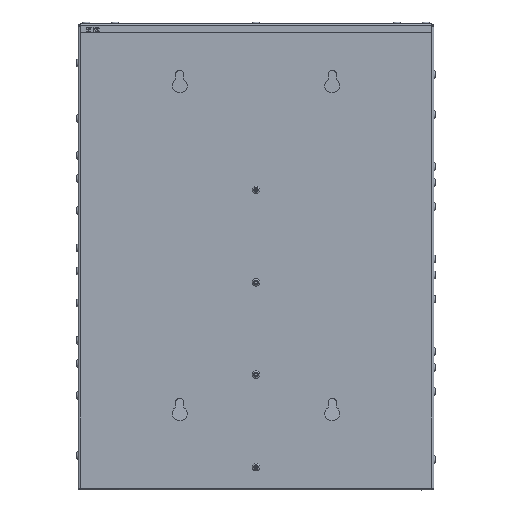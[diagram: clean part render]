
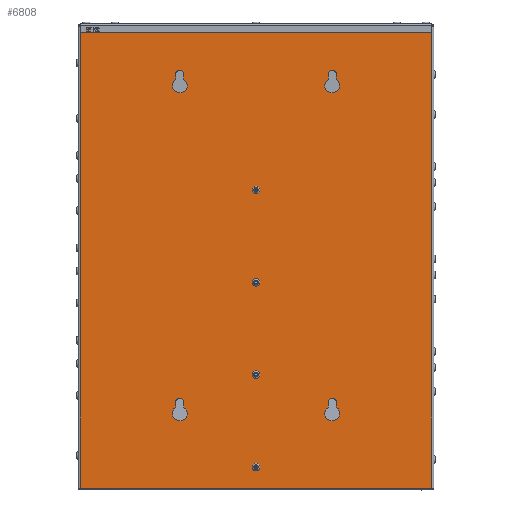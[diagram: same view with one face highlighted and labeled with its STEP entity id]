
A CAD part, front view. The second image highlights one B-rep face of the part: STEP entity #6808.
In plain terms, the highlighted planar face has unit normal (0, -1, 0).
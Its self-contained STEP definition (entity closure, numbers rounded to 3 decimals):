
#3770 = VERTEX_POINT('',#3771);
#3771 = CARTESIAN_POINT('',(190.5,0.,-740.789));
#3780 = VERTEX_POINT('',#3781);
#3781 = CARTESIAN_POINT('',(190.5,0.,-240.589));
#3788 = EDGE_CURVE('',#3770,#3780,#3789,.T.);
#3789 = LINE('',#3790,#3791);
#3790 = CARTESIAN_POINT('',(190.5,0.,-740.789));
#3791 = VECTOR('',#3792,1.);
#3792 = DIRECTION('',(0.,0.,1.));
#4470 = VERTEX_POINT('',#4471);
#4471 = CARTESIAN_POINT('',(-190.5,0.,-740.789));
#4478 = EDGE_CURVE('',#4479,#4470,#4481,.T.);
#4479 = VERTEX_POINT('',#4480);
#4480 = CARTESIAN_POINT('',(-190.5,0.,-240.589));
#4481 = LINE('',#4482,#4483);
#4482 = CARTESIAN_POINT('',(-190.5,0.,-240.589));
#4483 = VECTOR('',#4484,1.);
#4484 = DIRECTION('',(0.,0.,-1.));
#6808 = ADVANCED_FACE('',(#6809,#6825,#6836,#6847,#6858,#6894,#6930,
    #6966,#7002),#7013,.F.);
#6809 = FACE_BOUND('',#6810,.T.);
#6810 = EDGE_LOOP('',(#6811,#6817,#6818,#6824));
#6811 = ORIENTED_EDGE('',*,*,#6812,.T.);
#6812 = EDGE_CURVE('',#4470,#3770,#6813,.T.);
#6813 = LINE('',#6814,#6815);
#6814 = CARTESIAN_POINT('',(-190.5,0.,-740.789));
#6815 = VECTOR('',#6816,1.);
#6816 = DIRECTION('',(1.,0.,0.));
#6817 = ORIENTED_EDGE('',*,*,#3788,.T.);
#6818 = ORIENTED_EDGE('',*,*,#6819,.T.);
#6819 = EDGE_CURVE('',#3780,#4479,#6820,.T.);
#6820 = LINE('',#6821,#6822);
#6821 = CARTESIAN_POINT('',(190.5,0.,-240.589));
#6822 = VECTOR('',#6823,1.);
#6823 = DIRECTION('',(-1.,0.,0.));
#6824 = ORIENTED_EDGE('',*,*,#4478,.T.);
#6825 = FACE_BOUND('',#6826,.T.);
#6826 = EDGE_LOOP('',(#6827));
#6827 = ORIENTED_EDGE('',*,*,#6828,.T.);
#6828 = EDGE_CURVE('',#6829,#6829,#6831,.T.);
#6829 = VERTEX_POINT('',#6830);
#6830 = CARTESIAN_POINT('',(-2.2,0.,-517.962));
#6831 = CIRCLE('',#6832,2.2);
#6832 = AXIS2_PLACEMENT_3D('',#6833,#6834,#6835);
#6833 = CARTESIAN_POINT('',(0.,0.,
    -517.962));
#6834 = DIRECTION('',(0.,1.,0.));
#6835 = DIRECTION('',(-1.,0.,0.));
#6836 = FACE_BOUND('',#6837,.T.);
#6837 = EDGE_LOOP('',(#6838));
#6838 = ORIENTED_EDGE('',*,*,#6839,.T.);
#6839 = EDGE_CURVE('',#6840,#6840,#6842,.T.);
#6840 = VERTEX_POINT('',#6841);
#6841 = CARTESIAN_POINT('',(-2.2,0.,-617.962));
#6842 = CIRCLE('',#6843,2.2);
#6843 = AXIS2_PLACEMENT_3D('',#6844,#6845,#6846);
#6844 = CARTESIAN_POINT('',(0.,0.,
    -617.962));
#6845 = DIRECTION('',(0.,1.,0.));
#6846 = DIRECTION('',(-1.,0.,0.));
#6847 = FACE_BOUND('',#6848,.T.);
#6848 = EDGE_LOOP('',(#6849));
#6849 = ORIENTED_EDGE('',*,*,#6850,.T.);
#6850 = EDGE_CURVE('',#6851,#6851,#6853,.T.);
#6851 = VERTEX_POINT('',#6852);
#6852 = CARTESIAN_POINT('',(-2.2,0.,-717.962));
#6853 = CIRCLE('',#6854,2.2);
#6854 = AXIS2_PLACEMENT_3D('',#6855,#6856,#6857);
#6855 = CARTESIAN_POINT('',(0.,0.,
    -717.962));
#6856 = DIRECTION('',(0.,1.,0.));
#6857 = DIRECTION('',(-1.,0.,0.));
#6858 = FACE_BOUND('',#6859,.T.);
#6859 = EDGE_LOOP('',(#6860,#6870,#6879,#6887));
#6860 = ORIENTED_EDGE('',*,*,#6861,.T.);
#6861 = EDGE_CURVE('',#6862,#6864,#6866,.T.);
#6862 = VERTEX_POINT('',#6863);
#6863 = CARTESIAN_POINT('',(-78.,0.,-292.789));
#6864 = VERTEX_POINT('',#6865);
#6865 = CARTESIAN_POINT('',(-78.,0.,-298.175));
#6866 = LINE('',#6867,#6868);
#6867 = CARTESIAN_POINT('',(-78.,0.,-292.789));
#6868 = VECTOR('',#6869,1.);
#6869 = DIRECTION('',(0.,0.,-1.));
#6870 = ORIENTED_EDGE('',*,*,#6871,.F.);
#6871 = EDGE_CURVE('',#6872,#6864,#6874,.T.);
#6872 = VERTEX_POINT('',#6873);
#6873 = CARTESIAN_POINT('',(-87.,0.,-298.175));
#6874 = CIRCLE('',#6875,8.);
#6875 = AXIS2_PLACEMENT_3D('',#6876,#6877,#6878);
#6876 = CARTESIAN_POINT('',(-82.5,0.,-304.789));
#6877 = DIRECTION('',(0.,-1.,0.));
#6878 = DIRECTION('',(-0.563,0.,0.827));
#6879 = ORIENTED_EDGE('',*,*,#6880,.T.);
#6880 = EDGE_CURVE('',#6872,#6881,#6883,.T.);
#6881 = VERTEX_POINT('',#6882);
#6882 = CARTESIAN_POINT('',(-87.,0.,-292.789));
#6883 = LINE('',#6884,#6885);
#6884 = CARTESIAN_POINT('',(-87.,0.,-298.175));
#6885 = VECTOR('',#6886,1.);
#6886 = DIRECTION('',(0.,0.,1.));
#6887 = ORIENTED_EDGE('',*,*,#6888,.F.);
#6888 = EDGE_CURVE('',#6862,#6881,#6889,.T.);
#6889 = CIRCLE('',#6890,4.5);
#6890 = AXIS2_PLACEMENT_3D('',#6891,#6892,#6893);
#6891 = CARTESIAN_POINT('',(-82.5,0.,-292.789));
#6892 = DIRECTION('',(0.,-1.,0.));
#6893 = DIRECTION('',(1.,0.,0.));
#6894 = FACE_BOUND('',#6895,.T.);
#6895 = EDGE_LOOP('',(#6896,#6906,#6915,#6923));
#6896 = ORIENTED_EDGE('',*,*,#6897,.T.);
#6897 = EDGE_CURVE('',#6898,#6900,#6902,.T.);
#6898 = VERTEX_POINT('',#6899);
#6899 = CARTESIAN_POINT('',(87.,0.,-292.789));
#6900 = VERTEX_POINT('',#6901);
#6901 = CARTESIAN_POINT('',(87.,0.,-298.175));
#6902 = LINE('',#6903,#6904);
#6903 = CARTESIAN_POINT('',(87.,0.,-292.789));
#6904 = VECTOR('',#6905,1.);
#6905 = DIRECTION('',(0.,0.,-1.));
#6906 = ORIENTED_EDGE('',*,*,#6907,.F.);
#6907 = EDGE_CURVE('',#6908,#6900,#6910,.T.);
#6908 = VERTEX_POINT('',#6909);
#6909 = CARTESIAN_POINT('',(78.,0.,-298.175));
#6910 = CIRCLE('',#6911,8.);
#6911 = AXIS2_PLACEMENT_3D('',#6912,#6913,#6914);
#6912 = CARTESIAN_POINT('',(82.5,0.,-304.789));
#6913 = DIRECTION('',(0.,-1.,0.));
#6914 = DIRECTION('',(-0.563,0.,0.827));
#6915 = ORIENTED_EDGE('',*,*,#6916,.T.);
#6916 = EDGE_CURVE('',#6908,#6917,#6919,.T.);
#6917 = VERTEX_POINT('',#6918);
#6918 = CARTESIAN_POINT('',(78.,0.,-292.789));
#6919 = LINE('',#6920,#6921);
#6920 = CARTESIAN_POINT('',(78.,0.,-298.175));
#6921 = VECTOR('',#6922,1.);
#6922 = DIRECTION('',(0.,0.,1.));
#6923 = ORIENTED_EDGE('',*,*,#6924,.F.);
#6924 = EDGE_CURVE('',#6898,#6917,#6925,.T.);
#6925 = CIRCLE('',#6926,4.5);
#6926 = AXIS2_PLACEMENT_3D('',#6927,#6928,#6929);
#6927 = CARTESIAN_POINT('',(82.5,0.,-292.789));
#6928 = DIRECTION('',(0.,-1.,0.));
#6929 = DIRECTION('',(1.,0.,0.));
#6930 = FACE_BOUND('',#6931,.T.);
#6931 = EDGE_LOOP('',(#6932,#6942,#6951,#6959));
#6932 = ORIENTED_EDGE('',*,*,#6933,.T.);
#6933 = EDGE_CURVE('',#6934,#6936,#6938,.T.);
#6934 = VERTEX_POINT('',#6935);
#6935 = CARTESIAN_POINT('',(-78.,0.,-647.789));
#6936 = VERTEX_POINT('',#6937);
#6937 = CARTESIAN_POINT('',(-78.,0.,-653.175));
#6938 = LINE('',#6939,#6940);
#6939 = CARTESIAN_POINT('',(-78.,0.,-647.789));
#6940 = VECTOR('',#6941,1.);
#6941 = DIRECTION('',(0.,0.,-1.));
#6942 = ORIENTED_EDGE('',*,*,#6943,.F.);
#6943 = EDGE_CURVE('',#6944,#6936,#6946,.T.);
#6944 = VERTEX_POINT('',#6945);
#6945 = CARTESIAN_POINT('',(-87.,0.,-653.175));
#6946 = CIRCLE('',#6947,8.);
#6947 = AXIS2_PLACEMENT_3D('',#6948,#6949,#6950);
#6948 = CARTESIAN_POINT('',(-82.5,0.,-659.789));
#6949 = DIRECTION('',(0.,-1.,0.));
#6950 = DIRECTION('',(-0.563,0.,0.827));
#6951 = ORIENTED_EDGE('',*,*,#6952,.T.);
#6952 = EDGE_CURVE('',#6944,#6953,#6955,.T.);
#6953 = VERTEX_POINT('',#6954);
#6954 = CARTESIAN_POINT('',(-87.,0.,-647.789));
#6955 = LINE('',#6956,#6957);
#6956 = CARTESIAN_POINT('',(-87.,0.,-653.175));
#6957 = VECTOR('',#6958,1.);
#6958 = DIRECTION('',(0.,0.,1.));
#6959 = ORIENTED_EDGE('',*,*,#6960,.F.);
#6960 = EDGE_CURVE('',#6934,#6953,#6961,.T.);
#6961 = CIRCLE('',#6962,4.5);
#6962 = AXIS2_PLACEMENT_3D('',#6963,#6964,#6965);
#6963 = CARTESIAN_POINT('',(-82.5,0.,-647.789));
#6964 = DIRECTION('',(0.,-1.,0.));
#6965 = DIRECTION('',(1.,0.,0.));
#6966 = FACE_BOUND('',#6967,.T.);
#6967 = EDGE_LOOP('',(#6968,#6978,#6987,#6995));
#6968 = ORIENTED_EDGE('',*,*,#6969,.T.);
#6969 = EDGE_CURVE('',#6970,#6972,#6974,.T.);
#6970 = VERTEX_POINT('',#6971);
#6971 = CARTESIAN_POINT('',(87.,0.,-647.789));
#6972 = VERTEX_POINT('',#6973);
#6973 = CARTESIAN_POINT('',(87.,0.,-653.175));
#6974 = LINE('',#6975,#6976);
#6975 = CARTESIAN_POINT('',(87.,0.,-647.789));
#6976 = VECTOR('',#6977,1.);
#6977 = DIRECTION('',(0.,0.,-1.));
#6978 = ORIENTED_EDGE('',*,*,#6979,.F.);
#6979 = EDGE_CURVE('',#6980,#6972,#6982,.T.);
#6980 = VERTEX_POINT('',#6981);
#6981 = CARTESIAN_POINT('',(78.,0.,-653.175));
#6982 = CIRCLE('',#6983,8.);
#6983 = AXIS2_PLACEMENT_3D('',#6984,#6985,#6986);
#6984 = CARTESIAN_POINT('',(82.5,0.,-659.789));
#6985 = DIRECTION('',(0.,-1.,0.));
#6986 = DIRECTION('',(-0.563,0.,0.827));
#6987 = ORIENTED_EDGE('',*,*,#6988,.T.);
#6988 = EDGE_CURVE('',#6980,#6989,#6991,.T.);
#6989 = VERTEX_POINT('',#6990);
#6990 = CARTESIAN_POINT('',(78.,0.,-647.789));
#6991 = LINE('',#6992,#6993);
#6992 = CARTESIAN_POINT('',(78.,0.,-653.175));
#6993 = VECTOR('',#6994,1.);
#6994 = DIRECTION('',(0.,0.,1.));
#6995 = ORIENTED_EDGE('',*,*,#6996,.F.);
#6996 = EDGE_CURVE('',#6970,#6989,#6997,.T.);
#6997 = CIRCLE('',#6998,4.5);
#6998 = AXIS2_PLACEMENT_3D('',#6999,#7000,#7001);
#6999 = CARTESIAN_POINT('',(82.5,0.,-647.789));
#7000 = DIRECTION('',(0.,-1.,0.));
#7001 = DIRECTION('',(1.,0.,0.));
#7002 = FACE_BOUND('',#7003,.T.);
#7003 = EDGE_LOOP('',(#7004));
#7004 = ORIENTED_EDGE('',*,*,#7005,.T.);
#7005 = EDGE_CURVE('',#7006,#7006,#7008,.T.);
#7006 = VERTEX_POINT('',#7007);
#7007 = CARTESIAN_POINT('',(-2.2,0.,-417.962));
#7008 = CIRCLE('',#7009,2.2);
#7009 = AXIS2_PLACEMENT_3D('',#7010,#7011,#7012);
#7010 = CARTESIAN_POINT('',(0.,0.,
    -417.962));
#7011 = DIRECTION('',(0.,1.,0.));
#7012 = DIRECTION('',(-1.,0.,0.));
#7013 = PLANE('',#7014);
#7014 = AXIS2_PLACEMENT_3D('',#7015,#7016,#7017);
#7015 = CARTESIAN_POINT('',(0.,0.,
    -490.689));
#7016 = DIRECTION('',(0.,1.,0.));
#7017 = DIRECTION('',(-1.,0.,0.));
